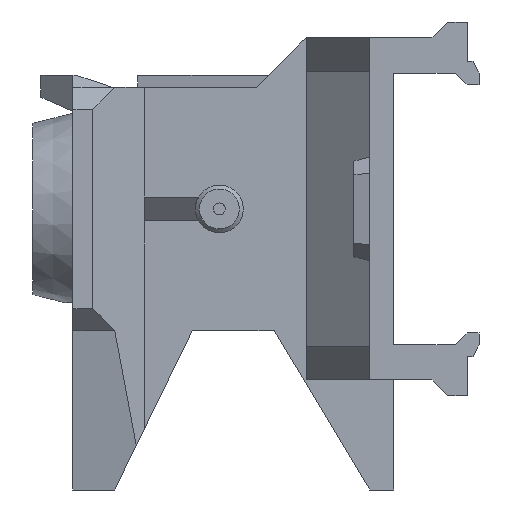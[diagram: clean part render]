
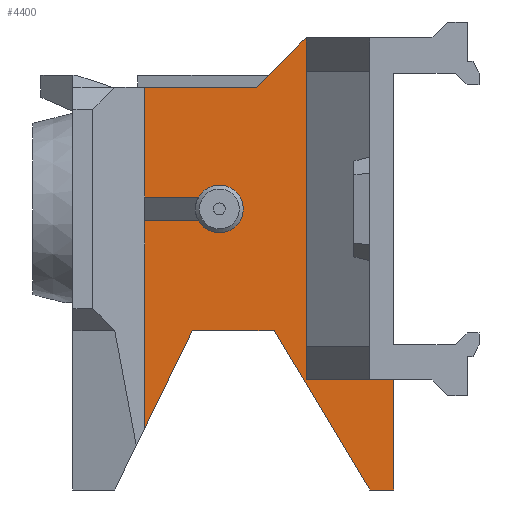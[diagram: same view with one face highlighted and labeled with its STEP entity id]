
A CAD part, front view. The second image highlights one B-rep face of the part: STEP entity #4400.
In plain terms, the highlighted planar face has unit normal (0, -1, 0).
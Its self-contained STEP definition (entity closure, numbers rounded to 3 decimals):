
#517=CIRCLE('',#4569,3.);
#744=FACE_OUTER_BOUND('',#969,.T.);
#969=EDGE_LOOP('',(#3515,#3516,#3517,#3518,#3519,#3520,#3521,#3522,#3523,
#3524,#3525,#3526,#3527,#3528,#3529,#3530));
#1148=LINE('',#6184,#1619);
#1151=LINE('',#6190,#1622);
#1273=LINE('',#6453,#1744);
#1278=LINE('',#6462,#1749);
#1332=LINE('',#6619,#1803);
#1395=LINE('',#6738,#1866);
#1400=LINE('',#6747,#1871);
#1401=LINE('',#6749,#1872);
#1402=LINE('',#6751,#1873);
#1403=LINE('',#6753,#1874);
#1404=LINE('',#6754,#1875);
#1405=LINE('',#6756,#1876);
#1406=LINE('',#6757,#1877);
#1407=LINE('',#6758,#1878);
#1408=LINE('',#6759,#1879);
#1619=VECTOR('',#5013,10.);
#1622=VECTOR('',#5020,10.);
#1744=VECTOR('',#5240,10.);
#1749=VECTOR('',#5247,10.);
#1803=VECTOR('',#5389,10.);
#1866=VECTOR('',#5468,10.);
#1871=VECTOR('',#5477,10.);
#1872=VECTOR('',#5478,10.);
#1873=VECTOR('',#5479,10.);
#1874=VECTOR('',#5480,10.);
#1875=VECTOR('',#5481,10.);
#1876=VECTOR('',#5482,10.);
#1877=VECTOR('',#5483,10.);
#1878=VECTOR('',#5484,10.);
#1879=VECTOR('',#5485,10.);
#2046=VERTEX_POINT('',#6059);
#2083=VERTEX_POINT('',#6163);
#2084=VERTEX_POINT('',#6165);
#2088=VERTEX_POINT('',#6182);
#2089=VERTEX_POINT('',#6186);
#2181=VERTEX_POINT('',#6451);
#2184=VERTEX_POINT('',#6460);
#2242=VERTEX_POINT('',#6616);
#2243=VERTEX_POINT('',#6618);
#2289=VERTEX_POINT('',#6734);
#2291=VERTEX_POINT('',#6737);
#2293=VERTEX_POINT('',#6746);
#2294=VERTEX_POINT('',#6748);
#2295=VERTEX_POINT('',#6750);
#2296=VERTEX_POINT('',#6752);
#2297=VERTEX_POINT('',#6755);
#2466=EDGE_CURVE('',#2084,#2083,#517,.T.);
#2475=EDGE_CURVE('',#2083,#2088,#1148,.T.);
#2478=EDGE_CURVE('',#2089,#2084,#1151,.T.);
#2606=EDGE_CURVE('',#2046,#2181,#1273,.T.);
#2611=EDGE_CURVE('',#2184,#2181,#1278,.T.);
#2687=EDGE_CURVE('',#2242,#2243,#1332,.T.);
#2750=EDGE_CURVE('',#2289,#2291,#1395,.T.);
#2755=EDGE_CURVE('',#2293,#2088,#1400,.T.);
#2756=EDGE_CURVE('',#2294,#2293,#1401,.T.);
#2757=EDGE_CURVE('',#2295,#2294,#1402,.T.);
#2758=EDGE_CURVE('',#2295,#2296,#1403,.T.);
#2759=EDGE_CURVE('',#2243,#2296,#1404,.T.);
#2760=EDGE_CURVE('',#2242,#2297,#1405,.T.);
#2761=EDGE_CURVE('',#2297,#2291,#1406,.T.);
#2762=EDGE_CURVE('',#2289,#2046,#1407,.T.);
#2763=EDGE_CURVE('',#2089,#2184,#1408,.T.);
#3515=ORIENTED_EDGE('',*,*,#2475,.T.);
#3516=ORIENTED_EDGE('',*,*,#2755,.F.);
#3517=ORIENTED_EDGE('',*,*,#2756,.F.);
#3518=ORIENTED_EDGE('',*,*,#2757,.F.);
#3519=ORIENTED_EDGE('',*,*,#2758,.T.);
#3520=ORIENTED_EDGE('',*,*,#2759,.F.);
#3521=ORIENTED_EDGE('',*,*,#2687,.F.);
#3522=ORIENTED_EDGE('',*,*,#2760,.T.);
#3523=ORIENTED_EDGE('',*,*,#2761,.T.);
#3524=ORIENTED_EDGE('',*,*,#2750,.F.);
#3525=ORIENTED_EDGE('',*,*,#2762,.T.);
#3526=ORIENTED_EDGE('',*,*,#2606,.T.);
#3527=ORIENTED_EDGE('',*,*,#2611,.F.);
#3528=ORIENTED_EDGE('',*,*,#2763,.F.);
#3529=ORIENTED_EDGE('',*,*,#2478,.T.);
#3530=ORIENTED_EDGE('',*,*,#2466,.T.);
#4211=PLANE('',#4681);
#4400=ADVANCED_FACE('',(#744),#4211,.T.);
#4569=AXIS2_PLACEMENT_3D('',#6166,#4992,#4993);
#4681=AXIS2_PLACEMENT_3D('',#6745,#5475,#5476);
#4992=DIRECTION('center_axis',(0.,1.,0.));
#4993=DIRECTION('ref_axis',(1.,0.,0.));
#5013=DIRECTION('',(-1.,0.,0.));
#5020=DIRECTION('',(1.,0.,0.));
#5240=DIRECTION('',(-0.707,0.,-0.707));
#5247=DIRECTION('',(1.,0.,0.));
#5389=DIRECTION('',(0.,0.,-1.));
#5468=DIRECTION('',(0.,0.,-1.));
#5475=DIRECTION('center_axis',(0.,-1.,0.));
#5476=DIRECTION('ref_axis',(-1.,0.,0.));
#5477=DIRECTION('',(0.,0.,1.));
#5478=DIRECTION('',(-0.438,0.,-0.899));
#5479=DIRECTION('',(-1.,0.,0.));
#5480=DIRECTION('',(0.514,0.,-0.857));
#5481=DIRECTION('',(-1.,0.,0.));
#5482=DIRECTION('',(-1.,0.,0.));
#5483=DIRECTION('',(0.,0.,1.));
#5484=DIRECTION('',(0.,0.,1.));
#5485=DIRECTION('',(0.,0.,1.));
#6059=CARTESIAN_POINT('',(47.5,-14.5,21.45));
#6163=CARTESIAN_POINT('',(34.027,-14.5,-1.5));
#6165=CARTESIAN_POINT('',(34.027,-14.5,1.5));
#6166=CARTESIAN_POINT('Origin',(36.625,-14.5,0.));
#6182=CARTESIAN_POINT('',(27.25,-14.5,-1.5));
#6184=CARTESIAN_POINT('',(45.212,-14.5,-1.5));
#6186=CARTESIAN_POINT('',(27.25,-14.5,1.5));
#6190=CARTESIAN_POINT('',(45.212,-14.5,1.5));
#6451=CARTESIAN_POINT('',(41.3,-14.5,15.25));
#6453=CARTESIAN_POINT('',(47.5,-14.5,21.45));
#6460=CARTESIAN_POINT('',(27.25,-14.5,15.25));
#6462=CARTESIAN_POINT('',(23.5,-14.5,15.25));
#6616=CARTESIAN_POINT('',(58.5,-14.5,-21.45));
#6618=CARTESIAN_POINT('',(58.5,-14.5,-35.25));
#6619=CARTESIAN_POINT('',(58.5,-14.5,-0.375));
#6734=CARTESIAN_POINT('',(47.5,-14.5,17.25));
#6737=CARTESIAN_POINT('',(47.5,-14.5,-17.25));
#6738=CARTESIAN_POINT('',(47.5,-14.5,21.25));
#6745=CARTESIAN_POINT('Origin',(58.5,-14.5,-15.25));
#6746=CARTESIAN_POINT('',(27.25,-14.5,-27.558));
#6747=CARTESIAN_POINT('',(27.25,-14.5,-11.625));
#6748=CARTESIAN_POINT('',(33.25,-14.5,-15.25));
#6749=CARTESIAN_POINT('',(33.237,-14.5,-15.277));
#6750=CARTESIAN_POINT('',(43.5,-14.5,-15.25));
#6751=CARTESIAN_POINT('',(22.563,-14.5,-15.25));
#6752=CARTESIAN_POINT('',(55.5,-14.5,-35.25));
#6753=CARTESIAN_POINT('',(45.485,-14.5,-18.559));
#6754=CARTESIAN_POINT('',(58.5,-14.5,-35.25));
#6755=CARTESIAN_POINT('',(47.5,-14.5,-21.45));
#6756=CARTESIAN_POINT('',(57.,-14.5,-21.45));
#6757=CARTESIAN_POINT('',(47.5,-14.5,-18.25));
#6758=CARTESIAN_POINT('',(47.5,-14.5,17.25));
#6759=CARTESIAN_POINT('',(27.25,-14.5,-11.625));
